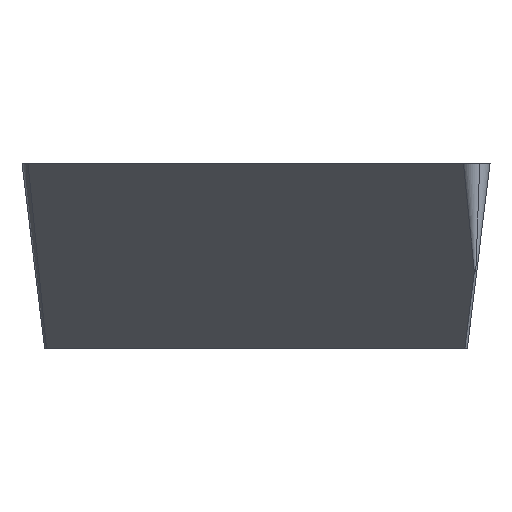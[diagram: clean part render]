
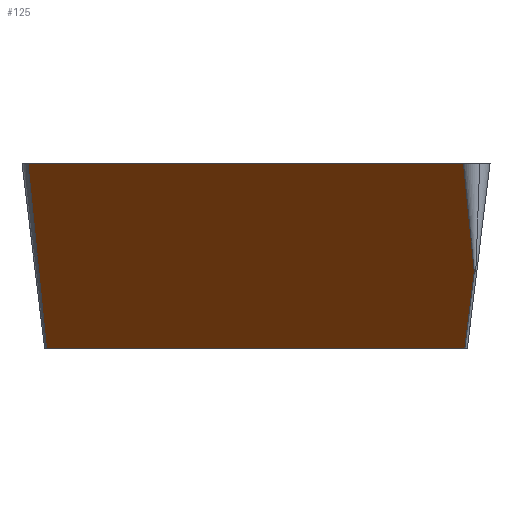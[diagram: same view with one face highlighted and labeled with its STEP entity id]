
A CAD part, front view. The second image highlights one B-rep face of the part: STEP entity #125.
In plain terms, the highlighted planar face has unit normal (-0.813, -0.569, -0.122).
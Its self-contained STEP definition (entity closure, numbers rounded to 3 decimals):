
#44=PLANE('',#611);
#61=LINE('',#1062,#85);
#66=LINE('',#1148,#90);
#68=LINE('',#1188,#92);
#69=LINE('',#1190,#93);
#70=LINE('',#1191,#94);
#85=VECTOR('',#642,1.);
#90=VECTOR('',#655,1.);
#92=VECTOR('',#658,1.);
#93=VECTOR('',#659,1.);
#94=VECTOR('',#660,1.);
#125=ADVANCED_FACE('',(#179),#44,.F.);
#179=FACE_OUTER_BOUND('',#211,.T.);
#211=EDGE_LOOP('',(#266,#267,#268,#269,#270));
#266=ORIENTED_EDGE('',*,*,#458,.T.);
#267=ORIENTED_EDGE('',*,*,#471,.T.);
#268=ORIENTED_EDGE('',*,*,#472,.T.);
#269=ORIENTED_EDGE('',*,*,#468,.F.);
#270=ORIENTED_EDGE('',*,*,#473,.F.);
#409=VERTEX_POINT('',#1060);
#411=VERTEX_POINT('',#1063);
#416=VERTEX_POINT('',#1146);
#418=VERTEX_POINT('',#1149);
#420=VERTEX_POINT('',#1189);
#458=EDGE_CURVE('',#411,#409,#61,.T.);
#468=EDGE_CURVE('',#416,#418,#66,.T.);
#471=EDGE_CURVE('',#409,#420,#68,.T.);
#472=EDGE_CURVE('',#420,#418,#69,.T.);
#473=EDGE_CURVE('',#411,#416,#70,.T.);
#611=AXIS2_PLACEMENT_3D('',#1192,#661,#662);
#642=DIRECTION('',(0.1,0.07,-0.993));
#655=DIRECTION('',(0.1,0.07,-0.993));
#658=DIRECTION('',(0.574,-0.819,0.));
#659=DIRECTION('',(0.114,-0.361,0.926));
#660=DIRECTION('',(0.574,-0.819,0.));
#661=DIRECTION('',(0.813,0.569,0.122));
#662=DIRECTION('',(0.1,0.07,-0.993));
#1060=CARTESIAN_POINT('',(-2.841,-0.94,-2.51));
#1062=CARTESIAN_POINT('',(-3.064,-1.096,-0.3));
#1063=CARTESIAN_POINT('',(-3.094,-1.117,0.));
#1146=CARTESIAN_POINT('',(2.814,-9.554,0.));
#1148=CARTESIAN_POINT('',(2.817,-9.553,-0.025));
#1149=CARTESIAN_POINT('',(2.961,-9.452,-1.461));
#1188=CARTESIAN_POINT('',(-0.594,-4.15,-2.51));
#1189=CARTESIAN_POINT('',(2.833,-9.043,-2.51));
#1190=CARTESIAN_POINT('',(3.107,-9.914,-0.274));
#1191=CARTESIAN_POINT('',(-0.846,-4.327,0.));
#1192=CARTESIAN_POINT('',(-1.083,-4.492,2.352));
